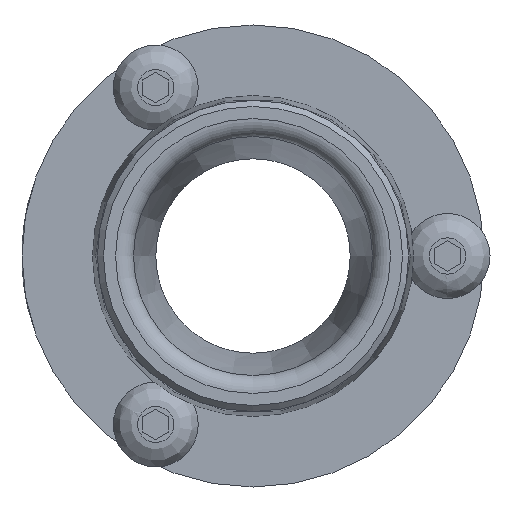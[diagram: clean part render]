
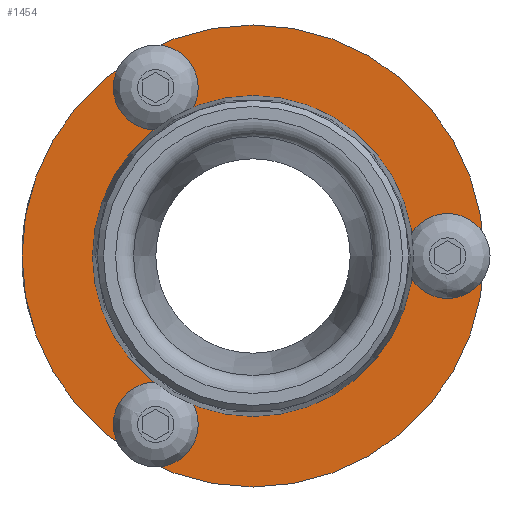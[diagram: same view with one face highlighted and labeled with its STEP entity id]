
A CAD part, left-side view. The second image highlights one B-rep face of the part: STEP entity #1454.
In plain terms, the highlighted planar face has unit normal (-1, 0, 0).
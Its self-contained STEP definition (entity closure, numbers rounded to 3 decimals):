
#1181=CARTESIAN_POINT('',(27.836,9.82,-0.745));
#1182=VERTEX_POINT('',#1181);
#1183=CARTESIAN_POINT('',(27.836,9.89,-0.866));
#1184=DIRECTION('',(1.0,0.0,0.0));
#1185=DIRECTION('',(0.0,0.5,-0.866));
#1186=AXIS2_PLACEMENT_3D('',#1183,#1184,#1185);
#1187=CIRCLE('',#1186,0.14);
#1188=EDGE_CURVE('',#1182,#1182,#1187,.T.);
#1209=CARTESIAN_POINT('',(27.836,9.82,0.745));
#1210=VERTEX_POINT('',#1209);
#1211=CARTESIAN_POINT('',(27.836,9.89,0.866));
#1212=DIRECTION('',(1.0,0.0,0.0));
#1213=DIRECTION('',(0.0,0.5,0.866));
#1214=AXIS2_PLACEMENT_3D('',#1211,#1212,#1213);
#1215=CIRCLE('',#1214,0.14);
#1216=EDGE_CURVE('',#1210,#1210,#1215,.T.);
#1237=CARTESIAN_POINT('',(27.836,8.531,0.));
#1238=VERTEX_POINT('',#1237);
#1239=CARTESIAN_POINT('',(27.836,8.391,0.));
#1240=DIRECTION('',(1.0,0.0,0.0));
#1241=DIRECTION('',(0.0,-1.0,0.0));
#1242=AXIS2_PLACEMENT_3D('',#1239,#1240,#1241);
#1243=CIRCLE('',#1242,0.14);
#1244=EDGE_CURVE('',#1238,#1238,#1243,.T.);
#1411=CARTESIAN_POINT('',(27.836,10.578,0.0));
#1412=VERTEX_POINT('',#1411);
#1413=CARTESIAN_POINT('',(27.836,9.39,0.0));
#1414=DIRECTION('',(-1.0,0.0,0.0));
#1415=DIRECTION('',(0.0,1.0,0.0));
#1416=AXIS2_PLACEMENT_3D('',#1413,#1414,#1415);
#1417=CIRCLE('',#1416,1.188);
#1418=EDGE_CURVE('',#1412,#1412,#1417,.T.);
#1426=CARTESIAN_POINT('',(27.836,10.366,0.0));
#1427=DIRECTION('',(-1.0,0.0,0.0));
#1428=DIRECTION('',(0.0,0.0,1.0));
#1429=AXIS2_PLACEMENT_3D('',#1426,#1427,#1428);
#1430=PLANE('',#1429);
#1431=ORIENTED_EDGE('',*,*,#1418,.T.);
#1432=EDGE_LOOP('',(#1431));
#1433=FACE_OUTER_BOUND('',#1432,.T.);
#1434=ORIENTED_EDGE('',*,*,#1188,.T.);
#1435=EDGE_LOOP('',(#1434));
#1436=FACE_BOUND('',#1435,.T.);
#1437=ORIENTED_EDGE('',*,*,#1216,.T.);
#1438=EDGE_LOOP('',(#1437));
#1439=FACE_BOUND('',#1438,.T.);
#1440=ORIENTED_EDGE('',*,*,#1244,.T.);
#1441=EDGE_LOOP('',(#1440));
#1442=FACE_BOUND('',#1441,.T.);
#1443=CARTESIAN_POINT('',(27.836,10.155,0.0));
#1444=VERTEX_POINT('',#1443);
#1445=CARTESIAN_POINT('',(27.836,9.39,0.0));
#1446=DIRECTION('',(-1.0,0.0,0.0));
#1447=DIRECTION('',(0.0,1.0,0.0));
#1448=AXIS2_PLACEMENT_3D('',#1445,#1446,#1447);
#1449=CIRCLE('',#1448,0.765);
#1450=EDGE_CURVE('',#1444,#1444,#1449,.T.);
#1451=ORIENTED_EDGE('',*,*,#1450,.F.);
#1452=EDGE_LOOP('',(#1451));
#1453=FACE_BOUND('',#1452,.T.);
#1454=ADVANCED_FACE('',(#1433,#1436,#1439,#1442,#1453),#1430,.T.);
